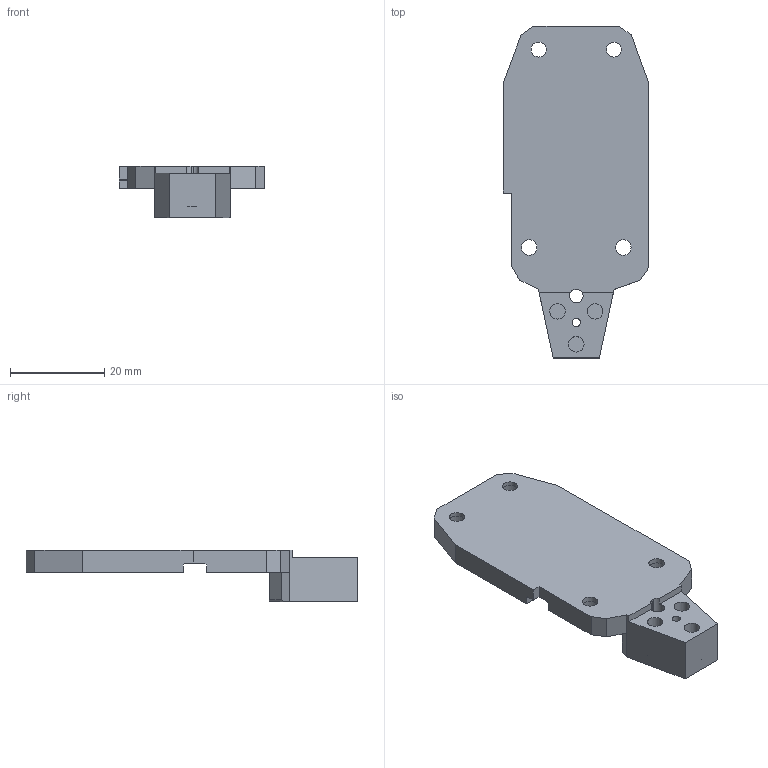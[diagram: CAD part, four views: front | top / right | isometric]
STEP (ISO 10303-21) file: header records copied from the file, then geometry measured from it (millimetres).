
FILE_DESCRIPTION(/* description */ (''),/* implementation_level */ '2;1');
FILE_NAME(/* name */ 'eva_toolboard_mount.step',/* time_stamp */ '2022-04-25T15:56:58+02:00',/* author */ (''),/* organization */ (''),/* preprocessor_version */ 'ST-DEVELOPER v18.1',/* originating_system */ 'Autodesk Translation Framework v10.14.0.1471',/* authorisation */ '');
FILE_SCHEMA (('AUTOMOTIVE_DESIGN { 1 0 10303 214 3 1 1 }'));
Length unit declared in the file: millimetre
Products named in the file (1): eva_toolboard_mount
Bounding box: 30.85 x 70.52 x 10.9 mm (x, y, z)
Volume: 8658.8 mm3; surface area: 5584.4 mm2
Topology: 1 solids, 1 shells, 69 faces, 167 edges, 111 vertices
Faces by surface type: plane 51, cylinder 18
Full cylindrical faces by diameter (mm): 1.8 x1, 2.9 x1, 3.2 x2, 3.3 x5, 4.2 x2, 4.6 x2, 4.8 x2, 5.6 x3
Entity records: 2077 total; most frequent: CARTESIAN_POINT 348, DIRECTION 347, ORIENTED_EDGE 334, EDGE_CURVE 167, LINE 127, VECTOR 127, VERTEX_POINT 111, AXIS2_PLACEMENT_3D 110
